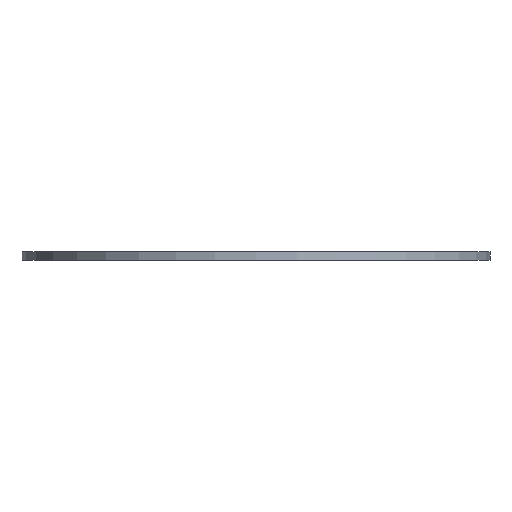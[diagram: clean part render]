
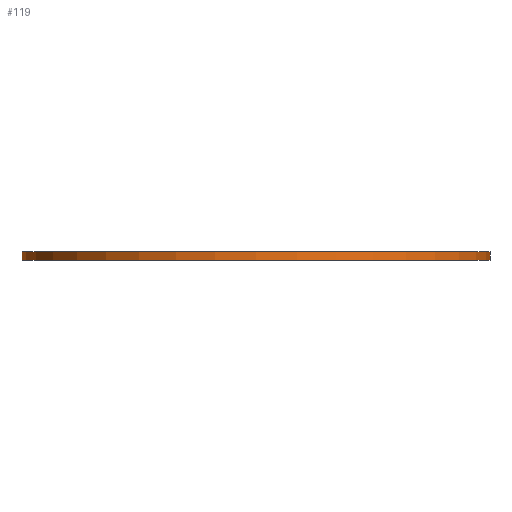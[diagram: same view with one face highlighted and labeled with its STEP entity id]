
A CAD part, front view. The second image highlights one B-rep face of the part: STEP entity #119.
In plain terms, the highlighted cylindrical face has radius 17.653 mm (diameter 35.306 mm), a full revolution.
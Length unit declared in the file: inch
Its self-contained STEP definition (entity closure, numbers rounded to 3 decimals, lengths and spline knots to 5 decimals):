
#92=CARTESIAN_POINT('',(0.36161,-0.29648,0.0));
#93=DIRECTION('',(0.0,0.0,1.0));
#94=DIRECTION('',(1.0,0.0,0.0));
#95=AXIS2_PLACEMENT_3D('',#92,#93,#94);
#96=CYLINDRICAL_SURFACE('',#95,0.695);
#97=CARTESIAN_POINT('',(1.05661,-0.29648,0.0));
#98=VERTEX_POINT('',#97);
#99=CARTESIAN_POINT('',(0.36161,-0.29648,0.0));
#100=DIRECTION('',(0.0,0.0,1.0));
#101=DIRECTION('',(1.0,0.0,0.0));
#102=AXIS2_PLACEMENT_3D('',#99,#100,#101);
#103=CIRCLE('',#102,0.695);
#104=EDGE_CURVE('',#98,#98,#103,.T.);
#105=ORIENTED_EDGE('',*,*,#104,.T.);
#106=EDGE_LOOP('',(#105));
#107=FACE_OUTER_BOUND('',#106,.T.);
#108=CARTESIAN_POINT('',(1.05661,-0.29648,0.025));
#109=VERTEX_POINT('',#108);
#110=CARTESIAN_POINT('',(0.36161,-0.29648,0.025));
#111=DIRECTION('',(0.0,0.0,1.0));
#112=DIRECTION('',(1.0,0.0,0.0));
#113=AXIS2_PLACEMENT_3D('',#110,#111,#112);
#114=CIRCLE('',#113,0.695);
#115=EDGE_CURVE('',#109,#109,#114,.T.);
#116=ORIENTED_EDGE('',*,*,#115,.F.);
#117=EDGE_LOOP('',(#116));
#118=FACE_BOUND('',#117,.T.);
#119=ADVANCED_FACE('',(#107,#118),#96,.T.);
